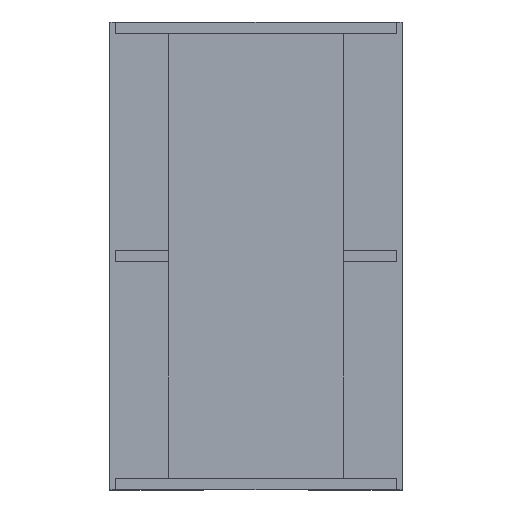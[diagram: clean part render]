
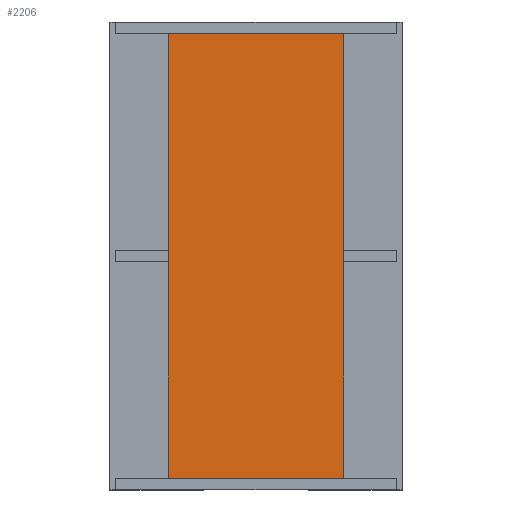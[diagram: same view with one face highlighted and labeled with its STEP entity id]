
A CAD part, top view. The second image highlights one B-rep face of the part: STEP entity #2206.
In plain terms, the highlighted planar face has unit normal (0, 0, 1).
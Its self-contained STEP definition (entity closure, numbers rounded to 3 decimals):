
#2017 = VERTEX_POINT('',#2018);
#2018 = CARTESIAN_POINT('',(-0.375,-0.95,0.52));
#2025 = PLANE('',#2026);
#2026 = AXIS2_PLACEMENT_3D('',#2027,#2028,#2029);
#2027 = CARTESIAN_POINT('',(-0.375,-0.95,0.5));
#2028 = DIRECTION('',(1.,0.,0.));
#2029 = DIRECTION('',(0.,0.,1.));
#2037 = PLANE('',#2038);
#2038 = AXIS2_PLACEMENT_3D('',#2039,#2040,#2041);
#2039 = CARTESIAN_POINT('',(-0.375,-0.95,0.5));
#2040 = DIRECTION('',(0.,1.,0.));
#2041 = DIRECTION('',(0.,0.,1.));
#2078 = VERTEX_POINT('',#2079);
#2079 = CARTESIAN_POINT('',(-0.375,0.95,0.52));
#2093 = PLANE('',#2094);
#2094 = AXIS2_PLACEMENT_3D('',#2095,#2096,#2097);
#2095 = CARTESIAN_POINT('',(-0.375,0.95,0.5));
#2096 = DIRECTION('',(0.,1.,0.));
#2097 = DIRECTION('',(0.,0.,1.));
#2105 = EDGE_CURVE('',#2017,#2078,#2106,.T.);
#2106 = SURFACE_CURVE('',#2107,(#2111,#2118),.PCURVE_S1.);
#2107 = LINE('',#2108,#2109);
#2108 = CARTESIAN_POINT('',(-0.375,-0.95,0.52));
#2109 = VECTOR('',#2110,1.);
#2110 = DIRECTION('',(0.,1.,0.));
#2111 = PCURVE('',#2025,#2112);
#2112 = DEFINITIONAL_REPRESENTATION('',(#2113),#2117);
#2113 = LINE('',#2114,#2115);
#2114 = CARTESIAN_POINT('',(0.02,0.));
#2115 = VECTOR('',#2116,1.);
#2116 = DIRECTION('',(0.,-1.));
#2117 = ( GEOMETRIC_REPRESENTATION_CONTEXT(2) 
PARAMETRIC_REPRESENTATION_CONTEXT() REPRESENTATION_CONTEXT('2D SPACE',''
  ) );
#2118 = PCURVE('',#2119,#2124);
#2119 = PLANE('',#2120);
#2120 = AXIS2_PLACEMENT_3D('',#2121,#2122,#2123);
#2121 = CARTESIAN_POINT('',(-0.375,-0.95,0.52));
#2122 = DIRECTION('',(0.,0.,1.));
#2123 = DIRECTION('',(1.,0.,0.));
#2124 = DEFINITIONAL_REPRESENTATION('',(#2125),#2129);
#2125 = LINE('',#2126,#2127);
#2126 = CARTESIAN_POINT('',(0.,0.));
#2127 = VECTOR('',#2128,1.);
#2128 = DIRECTION('',(0.,1.));
#2129 = ( GEOMETRIC_REPRESENTATION_CONTEXT(2) 
PARAMETRIC_REPRESENTATION_CONTEXT() REPRESENTATION_CONTEXT('2D SPACE',''
  ) );
#2158 = EDGE_CURVE('',#2017,#2159,#2161,.T.);
#2159 = VERTEX_POINT('',#2160);
#2160 = CARTESIAN_POINT('',(0.375,-0.95,0.52));
#2161 = SURFACE_CURVE('',#2162,(#2166,#2173),.PCURVE_S1.);
#2162 = LINE('',#2163,#2164);
#2163 = CARTESIAN_POINT('',(-0.375,-0.95,0.52));
#2164 = VECTOR('',#2165,1.);
#2165 = DIRECTION('',(1.,0.,0.));
#2166 = PCURVE('',#2037,#2167);
#2167 = DEFINITIONAL_REPRESENTATION('',(#2168),#2172);
#2168 = LINE('',#2169,#2170);
#2169 = CARTESIAN_POINT('',(0.02,0.));
#2170 = VECTOR('',#2171,1.);
#2171 = DIRECTION('',(0.,1.));
#2172 = ( GEOMETRIC_REPRESENTATION_CONTEXT(2) 
PARAMETRIC_REPRESENTATION_CONTEXT() REPRESENTATION_CONTEXT('2D SPACE',''
  ) );
#2173 = PCURVE('',#2119,#2174);
#2174 = DEFINITIONAL_REPRESENTATION('',(#2175),#2179);
#2175 = LINE('',#2176,#2177);
#2176 = CARTESIAN_POINT('',(0.,0.));
#2177 = VECTOR('',#2178,1.);
#2178 = DIRECTION('',(1.,0.));
#2179 = ( GEOMETRIC_REPRESENTATION_CONTEXT(2) 
PARAMETRIC_REPRESENTATION_CONTEXT() REPRESENTATION_CONTEXT('2D SPACE',''
  ) );
#2195 = PLANE('',#2196);
#2196 = AXIS2_PLACEMENT_3D('',#2197,#2198,#2199);
#2197 = CARTESIAN_POINT('',(0.375,-0.95,0.5));
#2198 = DIRECTION('',(1.,0.,0.));
#2199 = DIRECTION('',(0.,0.,1.));
#2206 = ADVANCED_FACE('',(#2207),#2119,.T.);
#2207 = FACE_BOUND('',#2208,.T.);
#2208 = EDGE_LOOP('',(#2209,#2210,#2211,#2234));
#2209 = ORIENTED_EDGE('',*,*,#2105,.F.);
#2210 = ORIENTED_EDGE('',*,*,#2158,.T.);
#2211 = ORIENTED_EDGE('',*,*,#2212,.T.);
#2212 = EDGE_CURVE('',#2159,#2213,#2215,.T.);
#2213 = VERTEX_POINT('',#2214);
#2214 = CARTESIAN_POINT('',(0.375,0.95,0.52));
#2215 = SURFACE_CURVE('',#2216,(#2220,#2227),.PCURVE_S1.);
#2216 = LINE('',#2217,#2218);
#2217 = CARTESIAN_POINT('',(0.375,-0.95,0.52));
#2218 = VECTOR('',#2219,1.);
#2219 = DIRECTION('',(0.,1.,0.));
#2220 = PCURVE('',#2119,#2221);
#2221 = DEFINITIONAL_REPRESENTATION('',(#2222),#2226);
#2222 = LINE('',#2223,#2224);
#2223 = CARTESIAN_POINT('',(0.75,0.));
#2224 = VECTOR('',#2225,1.);
#2225 = DIRECTION('',(0.,1.));
#2226 = ( GEOMETRIC_REPRESENTATION_CONTEXT(2) 
PARAMETRIC_REPRESENTATION_CONTEXT() REPRESENTATION_CONTEXT('2D SPACE',''
  ) );
#2227 = PCURVE('',#2195,#2228);
#2228 = DEFINITIONAL_REPRESENTATION('',(#2229),#2233);
#2229 = LINE('',#2230,#2231);
#2230 = CARTESIAN_POINT('',(0.02,0.));
#2231 = VECTOR('',#2232,1.);
#2232 = DIRECTION('',(0.,-1.));
#2233 = ( GEOMETRIC_REPRESENTATION_CONTEXT(2) 
PARAMETRIC_REPRESENTATION_CONTEXT() REPRESENTATION_CONTEXT('2D SPACE',''
  ) );
#2234 = ORIENTED_EDGE('',*,*,#2235,.F.);
#2235 = EDGE_CURVE('',#2078,#2213,#2236,.T.);
#2236 = SURFACE_CURVE('',#2237,(#2241,#2248),.PCURVE_S1.);
#2237 = LINE('',#2238,#2239);
#2238 = CARTESIAN_POINT('',(-0.375,0.95,0.52));
#2239 = VECTOR('',#2240,1.);
#2240 = DIRECTION('',(1.,0.,0.));
#2241 = PCURVE('',#2119,#2242);
#2242 = DEFINITIONAL_REPRESENTATION('',(#2243),#2247);
#2243 = LINE('',#2244,#2245);
#2244 = CARTESIAN_POINT('',(0.,1.9));
#2245 = VECTOR('',#2246,1.);
#2246 = DIRECTION('',(1.,0.));
#2247 = ( GEOMETRIC_REPRESENTATION_CONTEXT(2) 
PARAMETRIC_REPRESENTATION_CONTEXT() REPRESENTATION_CONTEXT('2D SPACE',''
  ) );
#2248 = PCURVE('',#2093,#2249);
#2249 = DEFINITIONAL_REPRESENTATION('',(#2250),#2254);
#2250 = LINE('',#2251,#2252);
#2251 = CARTESIAN_POINT('',(0.02,0.));
#2252 = VECTOR('',#2253,1.);
#2253 = DIRECTION('',(0.,1.));
#2254 = ( GEOMETRIC_REPRESENTATION_CONTEXT(2) 
PARAMETRIC_REPRESENTATION_CONTEXT() REPRESENTATION_CONTEXT('2D SPACE',''
  ) );
